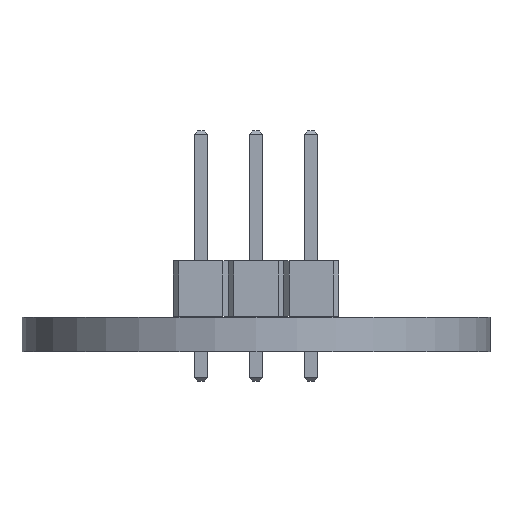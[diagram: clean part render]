
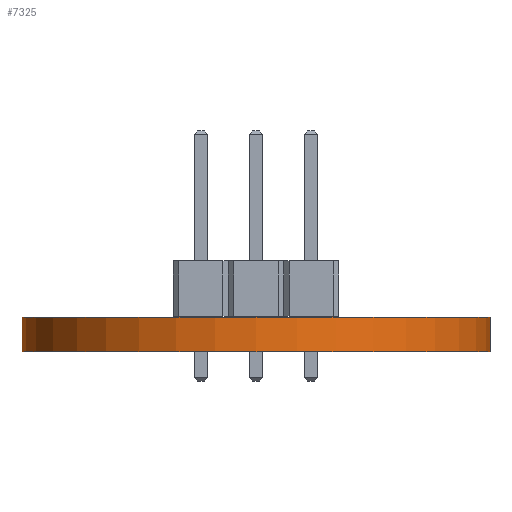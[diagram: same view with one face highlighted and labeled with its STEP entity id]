
A CAD part, front view. The second image highlights one B-rep face of the part: STEP entity #7325.
In plain terms, the highlighted cylindrical face has radius 10.795 mm (diameter 21.59 mm), a partial arc.
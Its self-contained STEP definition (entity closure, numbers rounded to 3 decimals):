
#7212 = EDGE_CURVE('',#7213,#7215,#7217,.T.);
#7213 = VERTEX_POINT('',#7214);
#7214 = CARTESIAN_POINT('',(137.795,-127.,0.));
#7215 = VERTEX_POINT('',#7216);
#7216 = CARTESIAN_POINT('',(137.795,-127.,1.6));
#7217 = SURFACE_CURVE('',#7218,(#7222,#7234),.PCURVE_S1.);
#7218 = LINE('',#7219,#7220);
#7219 = CARTESIAN_POINT('',(137.795,-127.,0.));
#7220 = VECTOR('',#7221,1.);
#7221 = DIRECTION('',(0.,0.,1.));
#7222 = PCURVE('',#7223,#7228);
#7223 = CYLINDRICAL_SURFACE('',#7224,10.795);
#7224 = AXIS2_PLACEMENT_3D('',#7225,#7226,#7227);
#7225 = CARTESIAN_POINT('',(127.,-127.,0.));
#7226 = DIRECTION('',(-0.,-0.,-1.));
#7227 = DIRECTION('',(1.,0.,-0.));
#7228 = DEFINITIONAL_REPRESENTATION('',(#7229),#7233);
#7229 = LINE('',#7230,#7231);
#7230 = CARTESIAN_POINT('',(-0.,0.));
#7231 = VECTOR('',#7232,1.);
#7232 = DIRECTION('',(-0.,-1.));
#7233 = ( GEOMETRIC_REPRESENTATION_CONTEXT(2) 
PARAMETRIC_REPRESENTATION_CONTEXT() REPRESENTATION_CONTEXT('2D SPACE',''
  ) );
#7234 = PCURVE('',#7235,#7240);
#7235 = CYLINDRICAL_SURFACE('',#7236,10.795);
#7236 = AXIS2_PLACEMENT_3D('',#7237,#7238,#7239);
#7237 = CARTESIAN_POINT('',(127.,-127.,0.));
#7238 = DIRECTION('',(-0.,-0.,-1.));
#7239 = DIRECTION('',(1.,0.,-0.));
#7240 = DEFINITIONAL_REPRESENTATION('',(#7241),#7245);
#7241 = LINE('',#7242,#7243);
#7242 = CARTESIAN_POINT('',(-6.283,0.));
#7243 = VECTOR('',#7244,1.);
#7244 = DIRECTION('',(-0.,-1.));
#7245 = ( GEOMETRIC_REPRESENTATION_CONTEXT(2) 
PARAMETRIC_REPRESENTATION_CONTEXT() REPRESENTATION_CONTEXT('2D SPACE',''
  ) );
#7248 = VERTEX_POINT('',#7249);
#7249 = CARTESIAN_POINT('',(116.205,-127.,1.6));
#7264 = PLANE('',#7265);
#7265 = AXIS2_PLACEMENT_3D('',#7266,#7267,#7268);
#7266 = CARTESIAN_POINT('',(127.,-127.,1.6));
#7267 = DIRECTION('',(0.,0.,1.));
#7268 = DIRECTION('',(1.,0.,-0.));
#7276 = EDGE_CURVE('',#7277,#7248,#7279,.T.);
#7277 = VERTEX_POINT('',#7278);
#7278 = CARTESIAN_POINT('',(116.205,-127.,0.));
#7279 = SURFACE_CURVE('',#7280,(#7284,#7291),.PCURVE_S1.);
#7280 = LINE('',#7281,#7282);
#7281 = CARTESIAN_POINT('',(116.205,-127.,0.));
#7282 = VECTOR('',#7283,1.);
#7283 = DIRECTION('',(0.,0.,1.));
#7284 = PCURVE('',#7223,#7285);
#7285 = DEFINITIONAL_REPRESENTATION('',(#7286),#7290);
#7286 = LINE('',#7287,#7288);
#7287 = CARTESIAN_POINT('',(-3.142,0.));
#7288 = VECTOR('',#7289,1.);
#7289 = DIRECTION('',(-0.,-1.));
#7290 = ( GEOMETRIC_REPRESENTATION_CONTEXT(2) 
PARAMETRIC_REPRESENTATION_CONTEXT() REPRESENTATION_CONTEXT('2D SPACE',''
  ) );
#7291 = PCURVE('',#7235,#7292);
#7292 = DEFINITIONAL_REPRESENTATION('',(#7293),#7297);
#7293 = LINE('',#7294,#7295);
#7294 = CARTESIAN_POINT('',(-3.142,0.));
#7295 = VECTOR('',#7296,1.);
#7296 = DIRECTION('',(-0.,-1.));
#7297 = ( GEOMETRIC_REPRESENTATION_CONTEXT(2) 
PARAMETRIC_REPRESENTATION_CONTEXT() REPRESENTATION_CONTEXT('2D SPACE',''
  ) );
#7314 = PLANE('',#7315);
#7315 = AXIS2_PLACEMENT_3D('',#7316,#7317,#7318);
#7316 = CARTESIAN_POINT('',(127.,-127.,0.));
#7317 = DIRECTION('',(0.,0.,1.));
#7318 = DIRECTION('',(1.,0.,-0.));
#7325 = ADVANCED_FACE('',(#7326),#7235,.T.);
#7326 = FACE_BOUND('',#7327,.F.);
#7327 = EDGE_LOOP('',(#7328,#7329,#7351,#7352));
#7328 = ORIENTED_EDGE('',*,*,#7276,.T.);
#7329 = ORIENTED_EDGE('',*,*,#7330,.T.);
#7330 = EDGE_CURVE('',#7248,#7215,#7331,.T.);
#7331 = SURFACE_CURVE('',#7332,(#7337,#7344),.PCURVE_S1.);
#7332 = CIRCLE('',#7333,10.795);
#7333 = AXIS2_PLACEMENT_3D('',#7334,#7335,#7336);
#7334 = CARTESIAN_POINT('',(127.,-127.,1.6));
#7335 = DIRECTION('',(0.,0.,1.));
#7336 = DIRECTION('',(1.,0.,-0.));
#7337 = PCURVE('',#7235,#7338);
#7338 = DEFINITIONAL_REPRESENTATION('',(#7339),#7343);
#7339 = LINE('',#7340,#7341);
#7340 = CARTESIAN_POINT('',(-0.,-1.6));
#7341 = VECTOR('',#7342,1.);
#7342 = DIRECTION('',(-1.,0.));
#7343 = ( GEOMETRIC_REPRESENTATION_CONTEXT(2) 
PARAMETRIC_REPRESENTATION_CONTEXT() REPRESENTATION_CONTEXT('2D SPACE',''
  ) );
#7344 = PCURVE('',#7264,#7345);
#7345 = DEFINITIONAL_REPRESENTATION('',(#7346),#7350);
#7346 = CIRCLE('',#7347,10.795);
#7347 = AXIS2_PLACEMENT_2D('',#7348,#7349);
#7348 = CARTESIAN_POINT('',(0.,0.));
#7349 = DIRECTION('',(1.,0.));
#7350 = ( GEOMETRIC_REPRESENTATION_CONTEXT(2) 
PARAMETRIC_REPRESENTATION_CONTEXT() REPRESENTATION_CONTEXT('2D SPACE',''
  ) );
#7351 = ORIENTED_EDGE('',*,*,#7212,.F.);
#7352 = ORIENTED_EDGE('',*,*,#7353,.F.);
#7353 = EDGE_CURVE('',#7277,#7213,#7354,.T.);
#7354 = SURFACE_CURVE('',#7355,(#7360,#7367),.PCURVE_S1.);
#7355 = CIRCLE('',#7356,10.795);
#7356 = AXIS2_PLACEMENT_3D('',#7357,#7358,#7359);
#7357 = CARTESIAN_POINT('',(127.,-127.,0.));
#7358 = DIRECTION('',(0.,0.,1.));
#7359 = DIRECTION('',(1.,0.,-0.));
#7360 = PCURVE('',#7235,#7361);
#7361 = DEFINITIONAL_REPRESENTATION('',(#7362),#7366);
#7362 = LINE('',#7363,#7364);
#7363 = CARTESIAN_POINT('',(-0.,0.));
#7364 = VECTOR('',#7365,1.);
#7365 = DIRECTION('',(-1.,0.));
#7366 = ( GEOMETRIC_REPRESENTATION_CONTEXT(2) 
PARAMETRIC_REPRESENTATION_CONTEXT() REPRESENTATION_CONTEXT('2D SPACE',''
  ) );
#7367 = PCURVE('',#7314,#7368);
#7368 = DEFINITIONAL_REPRESENTATION('',(#7369),#7373);
#7369 = CIRCLE('',#7370,10.795);
#7370 = AXIS2_PLACEMENT_2D('',#7371,#7372);
#7371 = CARTESIAN_POINT('',(0.,0.));
#7372 = DIRECTION('',(1.,0.));
#7373 = ( GEOMETRIC_REPRESENTATION_CONTEXT(2) 
PARAMETRIC_REPRESENTATION_CONTEXT() REPRESENTATION_CONTEXT('2D SPACE',''
  ) );
